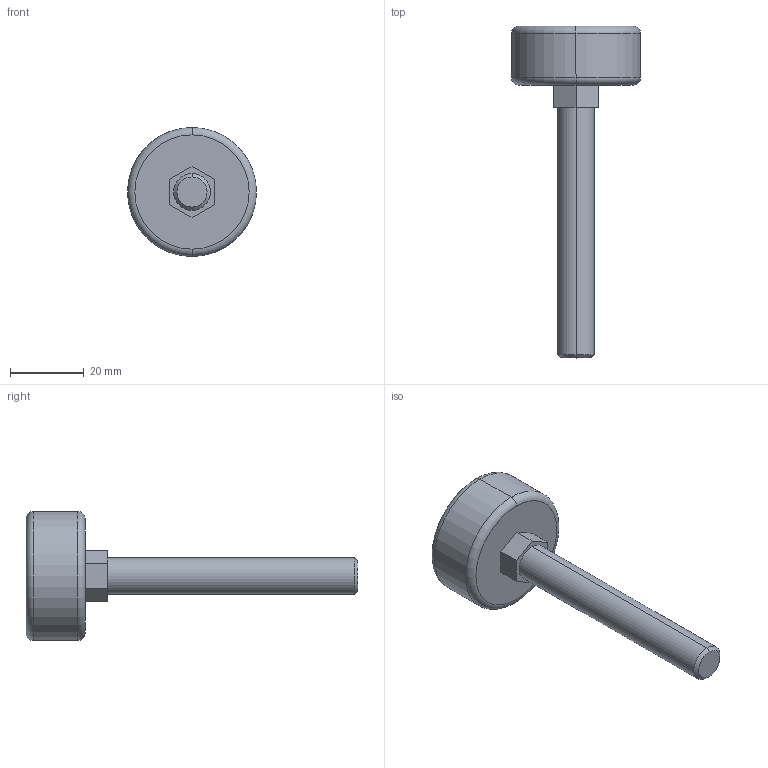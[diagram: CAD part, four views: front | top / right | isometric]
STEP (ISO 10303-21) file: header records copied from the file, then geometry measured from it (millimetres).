
FILE_DESCRIPTION (( 'STEP AP214' ), '1' );
FILE_NAME ('1.44.303507.STEP', '2024-10-10T18:38:06', ( '' ), ( '' ), 'SwSTEP 2.0', 'SolidWorks 2024', '' );
FILE_SCHEMA (( 'AUTOMOTIVE_DESIGN' ));
Length unit declared in the file: millimetre
Products named in the file (1): 1.44.303507
Bounding box: 35 x 90 x 35 mm (x, y, z)
Volume: 21286.3 mm3; surface area: 6108.3 mm2
Topology: 2 solids, 2 shells, 24 faces, 48 edges, 30 vertices
Faces by surface type: plane 12, cylinder 6, torus 4, cone 2
Entity records: 658 total; most frequent: DIRECTION 120, CARTESIAN_POINT 103, ORIENTED_EDGE 96, EDGE_CURVE 48, AXIS2_PLACEMENT_3D 47, VERTEX_POINT 30, VECTOR 26, LINE 26
